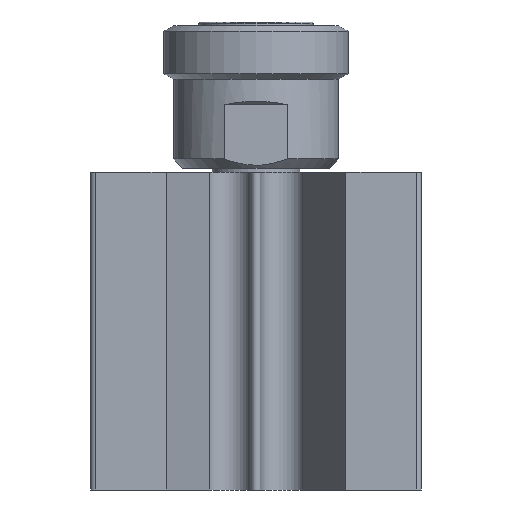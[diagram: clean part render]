
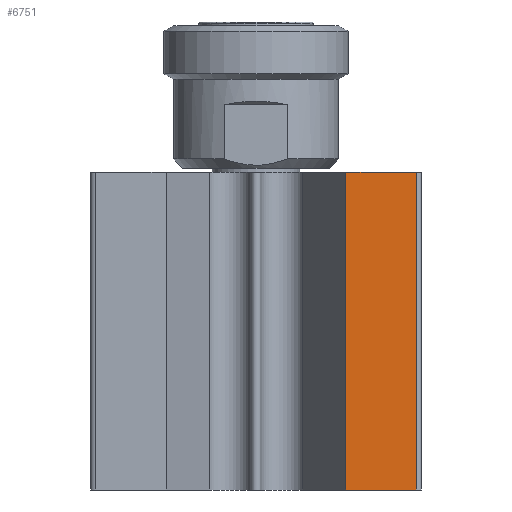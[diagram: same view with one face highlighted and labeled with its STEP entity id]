
A CAD part, front view. The second image highlights one B-rep face of the part: STEP entity #6751.
In plain terms, the highlighted planar face has unit normal (0, -1, 0).
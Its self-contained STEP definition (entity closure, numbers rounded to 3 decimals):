
#56 = VERTEX_POINT ( 'NONE', #5817 ) ;
#604 = LINE ( 'NONE', #731, #7240 ) ;
#731 = CARTESIAN_POINT ( 'NONE',  ( 25.25, -26., -23.65 ) ) ;
#1182 = CARTESIAN_POINT ( 'NONE',  ( 25.25, -26., -73.65 ) ) ;
#1593 = CARTESIAN_POINT ( 'NONE',  ( 25.25, -26., -23.65 ) ) ;
#1717 = CARTESIAN_POINT ( 'NONE',  ( 14.145, -26., -23.65 ) ) ;
#1732 = VERTEX_POINT ( 'NONE', #5740 ) ;
#2001 = CARTESIAN_POINT ( 'NONE',  ( 14.145, -26., -73.65 ) ) ;
#2043 = DIRECTION ( 'NONE',  ( 0., 0., 1. ) ) ;
#2414 = EDGE_CURVE ( 'NONE', #56, #5365, #5694, .T. ) ;
#2441 = EDGE_CURVE ( 'NONE', #1732, #56, #5393, .T. ) ;
#2623 = DIRECTION ( 'NONE',  ( 1., 0., 0. ) ) ;
#2696 = AXIS2_PLACEMENT_3D ( 'NONE', #1182, #4971, #6171 ) ;
#3100 = EDGE_LOOP ( 'NONE', ( #3473, #7280, #3911, #5947 ) ) ;
#3341 = EDGE_CURVE ( 'NONE', #1732, #6724, #8034, .T. ) ;
#3473 = ORIENTED_EDGE ( 'NONE', *, *, #5524, .F. ) ;
#3645 = FACE_OUTER_BOUND ( 'NONE', #3100, .T. ) ;
#3701 = PLANE ( 'NONE',  #2696 ) ;
#3911 = ORIENTED_EDGE ( 'NONE', *, *, #2441, .T. ) ;
#4073 = DIRECTION ( 'NONE',  ( 1., 0., 0. ) ) ;
#4246 = VECTOR ( 'NONE', #4073, 1000. ) ;
#4971 = DIRECTION ( 'NONE',  ( 0., -1., 0. ) ) ;
#5365 = VERTEX_POINT ( 'NONE', #1593 ) ;
#5393 = LINE ( 'NONE', #7758, #4246 ) ;
#5524 = EDGE_CURVE ( 'NONE', #6724, #5365, #604, .T. ) ;
#5694 = LINE ( 'NONE', #5810, #5891 ) ;
#5740 = CARTESIAN_POINT ( 'NONE',  ( 14.145, -26., -73.65 ) ) ;
#5810 = CARTESIAN_POINT ( 'NONE',  ( 25.25, -26., -73.65 ) ) ;
#5817 = CARTESIAN_POINT ( 'NONE',  ( 25.25, -26., -73.65 ) ) ;
#5891 = VECTOR ( 'NONE', #2043, 1000. ) ;
#5947 = ORIENTED_EDGE ( 'NONE', *, *, #2414, .T. ) ;
#6171 = DIRECTION ( 'NONE',  ( 0., 0., -1. ) ) ;
#6724 = VERTEX_POINT ( 'NONE', #1717 ) ;
#6751 = ADVANCED_FACE ( 'NONE', ( #3645 ), #3701, .T. ) ;
#7155 = DIRECTION ( 'NONE',  ( 0., 0., 1. ) ) ;
#7240 = VECTOR ( 'NONE', #2623, 1000. ) ;
#7280 = ORIENTED_EDGE ( 'NONE', *, *, #3341, .F. ) ;
#7758 = CARTESIAN_POINT ( 'NONE',  ( 25.25, -26., -73.65 ) ) ;
#7851 = VECTOR ( 'NONE', #7155, 1000. ) ;
#8034 = LINE ( 'NONE', #2001, #7851 ) ;
